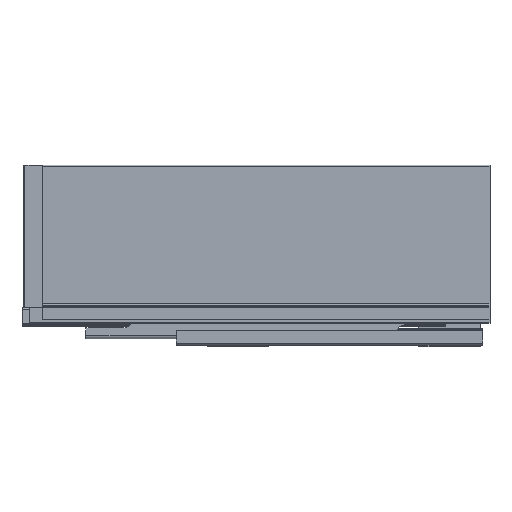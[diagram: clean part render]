
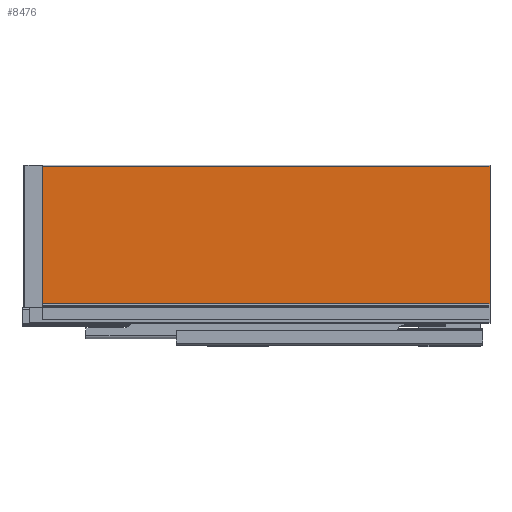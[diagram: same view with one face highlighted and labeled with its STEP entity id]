
A CAD part, top view. The second image highlights one B-rep face of the part: STEP entity #8476.
In plain terms, the highlighted planar face has unit normal (0, 0, 1).
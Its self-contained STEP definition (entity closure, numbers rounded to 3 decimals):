
#218 = VECTOR ( 'NONE', #7615, 1000. ) ;
#266 = EDGE_CURVE ( 'NONE', #9309, #6060, #3351, .T. ) ;
#283 = CARTESIAN_POINT ( 'NONE',  ( -492., 167., 14. ) ) ;
#953 = CARTESIAN_POINT ( 'NONE',  ( -475.5, 167., 14. ) ) ;
#1151 = DIRECTION ( 'NONE',  ( 0., -1., 0. ) ) ;
#1448 = VECTOR ( 'NONE', #1151, 1000. ) ;
#1555 = CARTESIAN_POINT ( 'NONE',  ( 0., 20.5, 14. ) ) ;
#1583 = EDGE_CURVE ( 'NONE', #6060, #2219, #7476, .T. ) ;
#1907 = EDGE_LOOP ( 'NONE', ( #9098, #8054, #2634, #6237 ) ) ;
#1969 = DIRECTION ( 'NONE',  ( 0., 0., 1. ) ) ;
#2219 = VERTEX_POINT ( 'NONE', #1555 ) ;
#2603 = EDGE_CURVE ( 'NONE', #4482, #2219, #9120, .T. ) ;
#2634 = ORIENTED_EDGE ( 'NONE', *, *, #1583, .T. ) ;
#2886 = CARTESIAN_POINT ( 'NONE',  ( -492., 167., 14. ) ) ;
#3210 = LINE ( 'NONE', #283, #5034 ) ;
#3351 = LINE ( 'NONE', #953, #1448 ) ;
#4432 = CARTESIAN_POINT ( 'NONE',  ( 0., 20.5, 14. ) ) ;
#4482 = VERTEX_POINT ( 'NONE', #6012 ) ;
#4693 = EDGE_CURVE ( 'NONE', #9309, #4482, #3210, .T. ) ;
#5034 = VECTOR ( 'NONE', #6211, 1000. ) ;
#5351 = CARTESIAN_POINT ( 'NONE',  ( 0., 167., 14. ) ) ;
#5884 = DIRECTION ( 'NONE',  ( 0., -1., 0. ) ) ;
#5949 = DIRECTION ( 'NONE',  ( 1., 0., 0. ) ) ;
#6012 = CARTESIAN_POINT ( 'NONE',  ( 0., 167., 14. ) ) ;
#6060 = VERTEX_POINT ( 'NONE', #7181 ) ;
#6211 = DIRECTION ( 'NONE',  ( 1., 0., 0. ) ) ;
#6237 = ORIENTED_EDGE ( 'NONE', *, *, #2603, .F. ) ;
#6537 = PLANE ( 'NONE',  #8732 ) ;
#6634 = VECTOR ( 'NONE', #5949, 1000. ) ;
#7181 = CARTESIAN_POINT ( 'NONE',  ( -475.5, 20.5, 14. ) ) ;
#7307 = CARTESIAN_POINT ( 'NONE',  ( -475.5, 167., 14. ) ) ;
#7476 = LINE ( 'NONE', #4432, #6634 ) ;
#7615 = DIRECTION ( 'NONE',  ( 0., -1., 0. ) ) ;
#7905 = FACE_OUTER_BOUND ( 'NONE', #1907, .T. ) ;
#8054 = ORIENTED_EDGE ( 'NONE', *, *, #266, .T. ) ;
#8476 = ADVANCED_FACE ( 'NONE', ( #7905 ), #6537, .T. ) ;
#8732 = AXIS2_PLACEMENT_3D ( 'NONE', #2886, #1969, #5884 ) ;
#9098 = ORIENTED_EDGE ( 'NONE', *, *, #4693, .F. ) ;
#9120 = LINE ( 'NONE', #5351, #218 ) ;
#9309 = VERTEX_POINT ( 'NONE', #7307 ) ;
